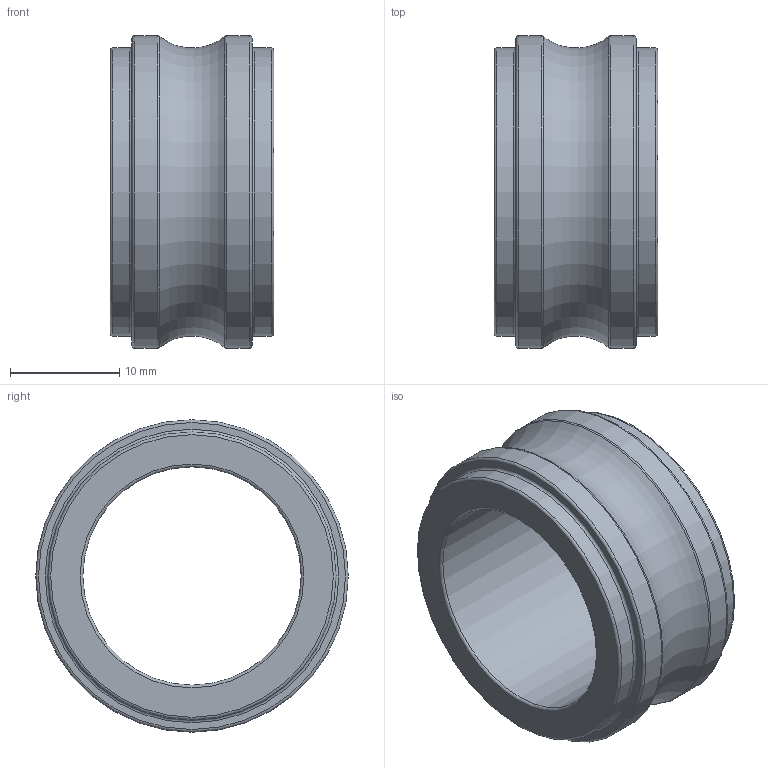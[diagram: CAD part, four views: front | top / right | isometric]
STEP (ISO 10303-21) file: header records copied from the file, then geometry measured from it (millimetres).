
FILE_DESCRIPTION(('STEP AP242'), '1');
FILE_NAME('Inner-Wheel', '', ('UNSPECIFIED'), ('UNSPECIFIED'), 'C3D Converter', 'C3D Toolkit', '');
FILE_SCHEMA(('AP242_MANAGED_MODEL_BASED_3D_ENGINEERING_MIM_LF { 1 0 10303 442 1 1 4 }'));
Length unit declared in the file: millimetre
Bounding box: 15 x 28.64 x 28.64 mm (x, y, z)
Volume: 4148 mm3; surface area: 2870.9 mm2
Topology: 1 solids, 1 shells, 20 faces, 36 edges, 20 vertices
Faces by surface type: torus 11, cylinder 5, plane 4
Full cylindrical faces by diameter (mm): 20 x1, 26.4 x2, 28.64 x2
Entity records: 603 total; most frequent: DIRECTION 82, CARTESIAN_POINT 61, AXIS2_PLACEMENT_3D 41, EDGE_LOOP 40, ORIENTED_EDGE 40, FACE_OUTER_BOUND 32, COLOUR_RGB 21, FILL_AREA_STYLE_COLOUR 21
